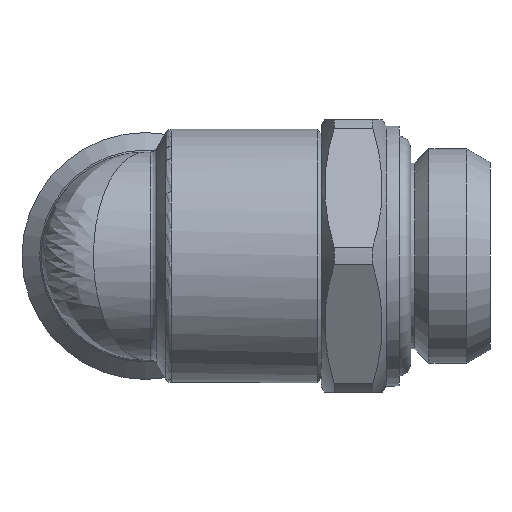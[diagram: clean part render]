
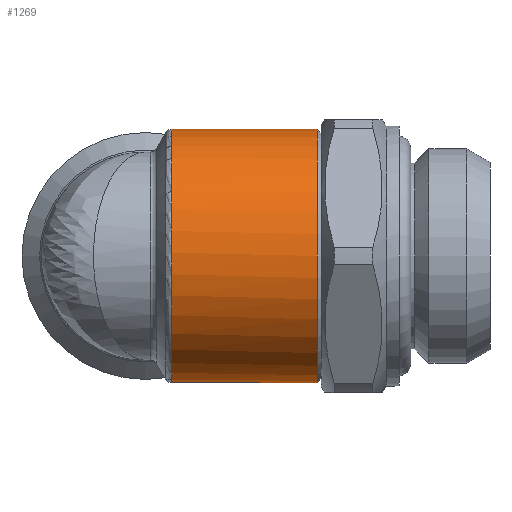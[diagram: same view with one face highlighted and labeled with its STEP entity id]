
A CAD part, left-side view. The second image highlights one B-rep face of the part: STEP entity #1269.
In plain terms, the highlighted cylindrical face has radius 9.75 mm (diameter 19.5 mm), a full revolution.
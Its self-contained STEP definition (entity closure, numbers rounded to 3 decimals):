
#103=CYLINDRICAL_SURFACE('',#1389,9.75);
#119=B_SPLINE_CURVE_WITH_KNOTS('',3,(#2263,#2264,#2265,#2266,#2267,#2268,
#2269,#2270,#2271,#2272,#2273,#2274,#2275,#2276,#2277,#2278,#2279,#2280,
#2281,#2282,#2283,#2284,#2285,#2286,#2287,#2288,#2289,#2290,#2291),
 .UNSPECIFIED.,.F.,.F.,(4,1,1,1,1,1,1,1,1,1,1,1,1,1,1,1,1,1,1,1,1,1,1,1,
1,1,4),(0.,0.031,0.063,0.094,0.125,0.25,0.313,0.344,0.375,0.406,
0.438,0.5,0.563,0.594,0.625,0.656,0.688,0.75,0.813,0.875,0.906,
0.938,0.953,0.969,0.977,0.984,1.),.UNSPECIFIED.);
#288=ORIENTED_EDGE('',*,*,#420,.F.);
#289=ORIENTED_EDGE('',*,*,#414,.T.);
#290=ORIENTED_EDGE('',*,*,#436,.F.);
#414=EDGE_CURVE('',#503,#505,#119,.T.);
#420=EDGE_CURVE('',#509,#509,#568,.T.);
#436=EDGE_CURVE('',#503,#505,#577,.T.);
#503=VERTEX_POINT('',#2196);
#505=VERTEX_POINT('',#2262);
#509=VERTEX_POINT('',#2309);
#568=CIRCLE('',#1364,9.75);
#577=CIRCLE('',#1390,9.75);
#660=EDGE_LOOP('',(#288));
#661=EDGE_LOOP('',(#289,#290));
#755=FACE_BOUND('',#660,.T.);
#756=FACE_BOUND('',#661,.T.);
#1269=ADVANCED_FACE('',(#755,#756),#103,.T.);
#1364=AXIS2_PLACEMENT_3D('',#2308,#1570,#1571);
#1389=AXIS2_PLACEMENT_3D('',#2420,#1622,#1623);
#1390=AXIS2_PLACEMENT_3D('',#2421,#1624,#1625);
#1570=DIRECTION('',(0.,-1.,0.));
#1571=DIRECTION('',(0.,0.,1.));
#1622=DIRECTION('',(0.,-1.,0.));
#1623=DIRECTION('',(0.,0.,1.));
#1624=DIRECTION('',(0.,1.,0.));
#1625=DIRECTION('',(0.,0.,1.));
#2196=CARTESIAN_POINT('',(5.771,-2.,-7.858));
#2262=CARTESIAN_POINT('',(5.771,-2.,7.858));
#2263=CARTESIAN_POINT('',(5.771,-2.,-7.858));
#2264=CARTESIAN_POINT('',(5.851,-2.246,-7.8));
#2265=CARTESIAN_POINT('',(6.001,-2.668,-7.687));
#2266=CARTESIAN_POINT('',(6.294,-3.326,-7.45));
#2267=CARTESIAN_POINT('',(6.591,-3.909,-7.189));
#2268=CARTESIAN_POINT('',(7.273,-5.116,-6.534));
#2269=CARTESIAN_POINT('',(8.056,-6.255,-5.599));
#2270=CARTESIAN_POINT('',(8.785,-7.249,-4.269));
#2271=CARTESIAN_POINT('',(9.119,-7.689,-3.469));
#2272=CARTESIAN_POINT('',(9.328,-7.959,-2.866));
#2273=CARTESIAN_POINT('',(9.52,-8.207,-2.148));
#2274=CARTESIAN_POINT('',(9.695,-8.431,-1.209));
#2275=CARTESIAN_POINT('',(9.787,-8.546,0.));
#2276=CARTESIAN_POINT('',(9.695,-8.431,1.208));
#2277=CARTESIAN_POINT('',(9.52,-8.207,2.148));
#2278=CARTESIAN_POINT('',(9.328,-7.959,2.866));
#2279=CARTESIAN_POINT('',(9.119,-7.689,3.469));
#2280=CARTESIAN_POINT('',(8.785,-7.248,4.269));
#2281=CARTESIAN_POINT('',(8.266,-6.543,5.219));
#2282=CARTESIAN_POINT('',(7.603,-5.592,6.133));
#2283=CARTESIAN_POINT('',(7.048,-4.717,6.751));
#2284=CARTESIAN_POINT('',(6.589,-3.905,7.191));
#2285=CARTESIAN_POINT('',(6.346,-3.43,7.404));
#2286=CARTESIAN_POINT('',(6.143,-2.986,7.572));
#2287=CARTESIAN_POINT('',(6.036,-2.735,7.657));
#2288=CARTESIAN_POINT('',(5.943,-2.496,7.73));
#2289=CARTESIAN_POINT('',(5.884,-2.334,7.775));
#2290=CARTESIAN_POINT('',(5.822,-2.151,7.821));
#2291=CARTESIAN_POINT('',(5.771,-2.,7.858));
#2308=CARTESIAN_POINT('',(0.,-13.2,0.));
#2309=CARTESIAN_POINT('',(0.,-13.2,9.75));
#2420=CARTESIAN_POINT('',(0.,3.024,0.));
#2421=CARTESIAN_POINT('',(0.,-2.,0.));
